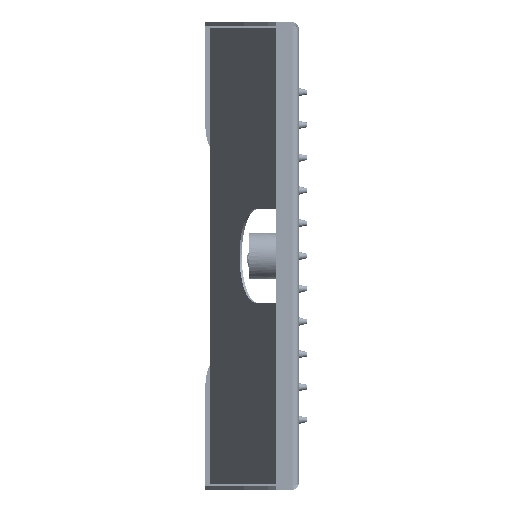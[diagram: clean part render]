
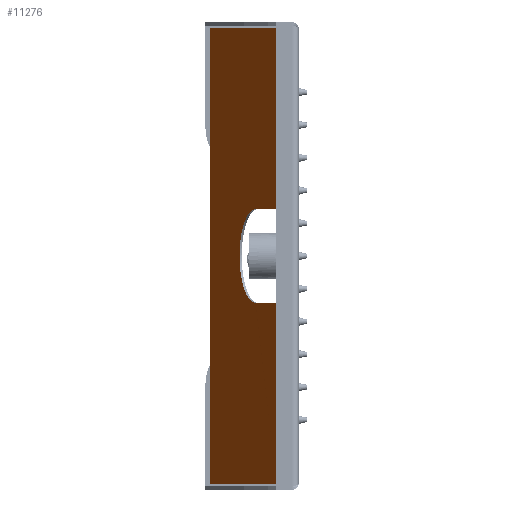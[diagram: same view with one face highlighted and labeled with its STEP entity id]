
A CAD part, left-side view. The second image highlights one B-rep face of the part: STEP entity #11276.
In plain terms, the highlighted planar face has unit normal (-0.322, 0.947, 0).
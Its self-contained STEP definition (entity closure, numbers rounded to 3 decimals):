
#11276=ADVANCED_FACE('',(#15580),#15581,.F.);
#15580=FACE_OUTER_BOUND('',#19629,.T.);
#15581=PLANE('',#19630);
#19629=EDGE_LOOP('',(#24892,#24893,#24894,#24895,#24896,#24897,#24898,#24899,#24900,#24901,#24902,#24903));
#19630=AXIS2_PLACEMENT_3D('',#24904,#24905,#24906);
#24892=ORIENTED_EDGE('',*,*,#31323,.F.);
#24893=ORIENTED_EDGE('',*,*,#31324,.T.);
#24894=ORIENTED_EDGE('',*,*,#31325,.T.);
#24895=ORIENTED_EDGE('',*,*,#31326,.T.);
#24896=ORIENTED_EDGE('',*,*,#31327,.T.);
#24897=ORIENTED_EDGE('',*,*,#31328,.T.);
#24898=ORIENTED_EDGE('',*,*,#31329,.T.);
#24899=ORIENTED_EDGE('',*,*,#31330,.T.);
#24900=ORIENTED_EDGE('',*,*,#31331,.F.);
#24901=ORIENTED_EDGE('',*,*,#31332,.T.);
#24902=ORIENTED_EDGE('',*,*,#31333,.F.);
#24903=ORIENTED_EDGE('',*,*,#31334,.T.);
#24904=CARTESIAN_POINT('',(201.05,3.75,-97.502));
#24905=DIRECTION('',(0.322,-0.947,0.0));
#24906=DIRECTION('',(0.947,0.322,0.0));
#31323=EDGE_CURVE('',#34277,#34278,#34279,.F.);
#31324=EDGE_CURVE('',#34277,#34280,#34281,.T.);
#31325=EDGE_CURVE('',#34280,#34282,#34283,.T.);
#31326=EDGE_CURVE('',#34282,#34284,#34285,.T.);
#31327=EDGE_CURVE('',#34284,#34286,#34287,.T.);
#31328=EDGE_CURVE('',#34286,#34288,#34289,.T.);
#31329=EDGE_CURVE('',#34288,#34290,#34291,.F.);
#31330=EDGE_CURVE('',#34290,#34292,#34293,.F.);
#31331=EDGE_CURVE('',#34294,#34292,#34295,.F.);
#31332=EDGE_CURVE('',#34294,#34296,#34297,.T.);
#31333=EDGE_CURVE('',#34298,#34296,#34299,.T.);
#31334=EDGE_CURVE('',#34298,#34278,#34300,.T.);
#34277=VERTEX_POINT('',#38599);
#34278=VERTEX_POINT('',#38600);
#34279=LINE('',#38601,#38602);
#34280=VERTEX_POINT('',#38603);
#34281=LINE('',#38604,#38605);
#34282=VERTEX_POINT('',#38606);
#34283=LINE('',#38607,#38608);
#34284=VERTEX_POINT('',#38609);
#34285=B_SPLINE_CURVE_WITH_KNOTS('',2,(#38610,#38611,#38612),.UNSPECIFIED.,.F.,.F.,(3,3),(0.0,1.0),.UNSPECIFIED.);
#34286=VERTEX_POINT('',#38613);
#34287=ELLIPSE('',#38614,21.122,20.0);
#34288=VERTEX_POINT('',#38615);
#34289=B_SPLINE_CURVE_WITH_KNOTS('',2,(#38616,#38617,#38618),.UNSPECIFIED.,.F.,.F.,(3,3),(0.0,1.0),.UNSPECIFIED.);
#34290=VERTEX_POINT('',#38619);
#34291=LINE('',#38620,#38621);
#34292=VERTEX_POINT('',#38622);
#34293=LINE('',#38623,#38624);
#34294=VERTEX_POINT('',#38625);
#34295=LINE('',#38626,#38627);
#34296=VERTEX_POINT('',#38628);
#34297=LINE('',#38629,#38630);
#34298=VERTEX_POINT('',#38631);
#34299=LINE('',#38632,#38633);
#34300=LINE('',#38634,#38635);
#38599=CARTESIAN_POINT('',(159.257,-10.447,-20.0));
#38600=CARTESIAN_POINT('',(159.257,-10.447,-97.5));
#38601=CARTESIAN_POINT('',(159.257,-10.447,-97.502));
#38602=VECTOR('',#43569,1.0);
#38603=CARTESIAN_POINT('',(185.574,-1.507,-20.0));
#38604=CARTESIAN_POINT('',(201.05,3.75,-20.0));
#38605=VECTOR('',#43570,1.0);
#38606=CARTESIAN_POINT('',(185.894,-1.395,-20.0));
#38607=CARTESIAN_POINT('',(201.05,3.75,-20.0));
#38608=VECTOR('',#43571,1.0);
#38609=CARTESIAN_POINT('',(191.638,0.553,-19.158));
#38610=CARTESIAN_POINT('',(185.895,-1.398,-20.0));
#38611=CARTESIAN_POINT('',(188.829,-0.402,-20.0));
#38612=CARTESIAN_POINT('',(191.638,0.553,-19.158));
#38613=CARTESIAN_POINT('',(192.863,0.969,18.747));
#38614=AXIS2_PLACEMENT_3D('',#43572,#43573,#43574);
#38615=CARTESIAN_POINT('',(185.895,-1.396,20.0));
#38616=CARTESIAN_POINT('',(192.863,0.969,18.747));
#38617=CARTESIAN_POINT('',(189.492,-0.176,20.0));
#38618=CARTESIAN_POINT('',(185.895,-1.398,20.0));
#38619=CARTESIAN_POINT('',(185.574,-1.507,20.0));
#38620=CARTESIAN_POINT('',(201.05,3.75,20.0));
#38621=VECTOR('',#43575,1.0);
#38622=CARTESIAN_POINT('',(159.257,-10.447,20.0));
#38623=CARTESIAN_POINT('',(201.05,3.75,20.0));
#38624=VECTOR('',#43576,1.0);
#38625=CARTESIAN_POINT('',(159.257,-10.447,97.5));
#38626=CARTESIAN_POINT('',(159.257,-10.447,-97.502));
#38627=VECTOR('',#43577,1.0);
#38628=CARTESIAN_POINT('',(242.687,17.894,97.5));
#38629=CARTESIAN_POINT('',(201.05,3.75,97.5));
#38630=VECTOR('',#43578,1.0);
#38631=CARTESIAN_POINT('',(242.687,17.894,-97.5));
#38632=CARTESIAN_POINT('',(242.687,17.894,97.5));
#38633=VECTOR('',#43579,1.0);
#38634=CARTESIAN_POINT('',(201.05,3.75,-97.5));
#38635=VECTOR('',#43580,1.0);
#43569=DIRECTION('',(0.0,0.0,1.0));
#43570=DIRECTION('',(0.947,0.322,0.0));
#43571=DIRECTION('',(0.947,0.322,0.0));
#43572=CARTESIAN_POINT('',(185.895,-1.398,0.));
#43573=DIRECTION('',(0.322,-0.947,0.0));
#43574=DIRECTION('',(0.947,0.322,0.0));
#43575=DIRECTION('',(0.947,0.322,0.0));
#43576=DIRECTION('',(0.947,0.322,0.0));
#43577=DIRECTION('',(0.0,0.0,1.0));
#43578=DIRECTION('',(0.947,0.322,0.0));
#43579=DIRECTION('',(0.0,0.0,1.0));
#43580=DIRECTION('',(-0.947,-0.322,0.0));
